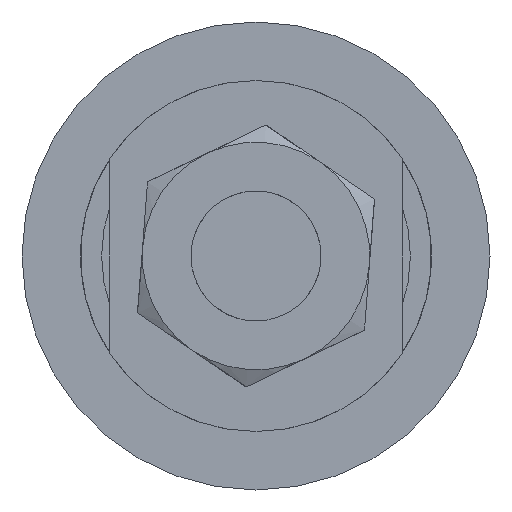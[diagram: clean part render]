
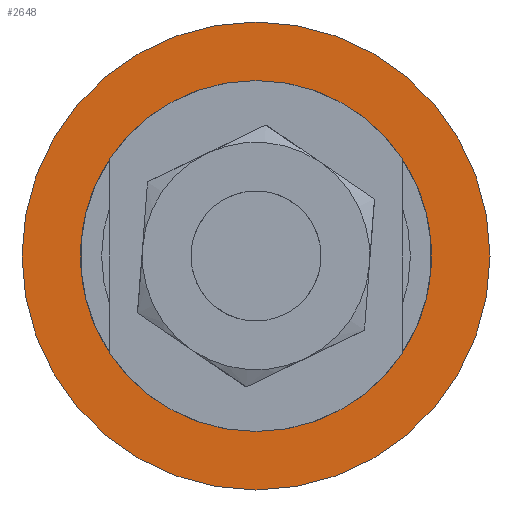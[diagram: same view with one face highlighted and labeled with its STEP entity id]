
A CAD part, front view. The second image highlights one B-rep face of the part: STEP entity #2648.
In plain terms, the highlighted planar face has unit normal (0, -1, 0).
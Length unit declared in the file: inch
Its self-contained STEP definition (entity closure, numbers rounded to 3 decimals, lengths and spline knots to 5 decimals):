
#4 = EDGE_LOOP ( 'NONE', ( #2207 ) ) ;
#252 = CARTESIAN_POINT ( 'NONE',  ( 0.01245, 0.30187, -0.26413 ) ) ;
#313 = DIRECTION ( 'NONE',  ( 0., -1., 0. ) ) ;
#536 = CARTESIAN_POINT ( 'NONE',  ( 0.01245, 0.30187, 0.01933 ) ) ;
#701 = CARTESIAN_POINT ( 'NONE',  ( 0.01245, 0.30187, 0.01933 ) ) ;
#774 = EDGE_CURVE ( 'NONE', #2028, #2028, #3710, .T. ) ;
#1275 = VERTEX_POINT ( 'NONE', #3708 ) ;
#1344 = FACE_BOUND ( 'NONE', #4, .T. ) ;
#1448 = DIRECTION ( 'NONE',  ( 0., 0., -1. ) ) ;
#1778 = CARTESIAN_POINT ( 'NONE',  ( 0.01245, 0.30187, 0.01933 ) ) ;
#1913 = AXIS2_PLACEMENT_3D ( 'NONE', #701, #2183, #2801 ) ;
#2021 = ORIENTED_EDGE ( 'NONE', *, *, #774, .T. ) ;
#2026 = DIRECTION ( 'NONE',  ( 0., -1., 0. ) ) ;
#2028 = VERTEX_POINT ( 'NONE', #252 ) ;
#2183 = DIRECTION ( 'NONE',  ( 0., -1., 0. ) ) ;
#2207 = ORIENTED_EDGE ( 'NONE', *, *, #3159, .F. ) ;
#2648 = ADVANCED_FACE ( 'NONE', ( #1344, #3177 ), #3479, .T. ) ;
#2801 = DIRECTION ( 'NONE',  ( 0., 0., -1. ) ) ;
#3159 = EDGE_CURVE ( 'NONE', #1275, #1275, #3892, .T. ) ;
#3177 = FACE_OUTER_BOUND ( 'NONE', #3255, .T. ) ;
#3255 = EDGE_LOOP ( 'NONE', ( #2021 ) ) ;
#3258 = DIRECTION ( 'NONE',  ( 0., 0., -1. ) ) ;
#3479 = PLANE ( 'NONE',  #3919 ) ;
#3512 = AXIS2_PLACEMENT_3D ( 'NONE', #536, #2026, #1448 ) ;
#3708 = CARTESIAN_POINT ( 'NONE',  ( 0.01245, 0.30187, -0.19327 ) ) ;
#3710 = CIRCLE ( 'NONE', #3512, 0.28346 ) ;
#3892 = CIRCLE ( 'NONE', #1913, 0.2126 ) ;
#3919 = AXIS2_PLACEMENT_3D ( 'NONE', #1778, #313, #3258 ) ;
